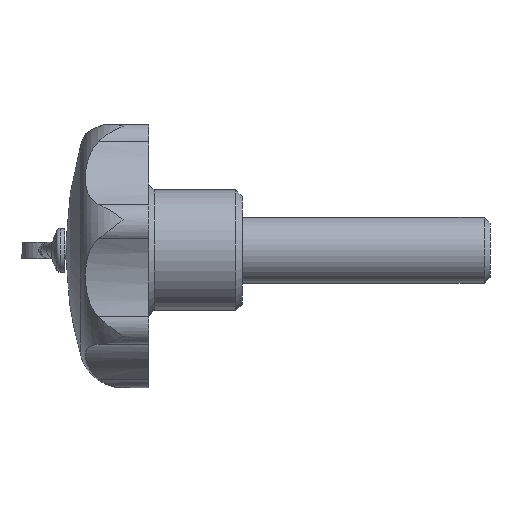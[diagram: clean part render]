
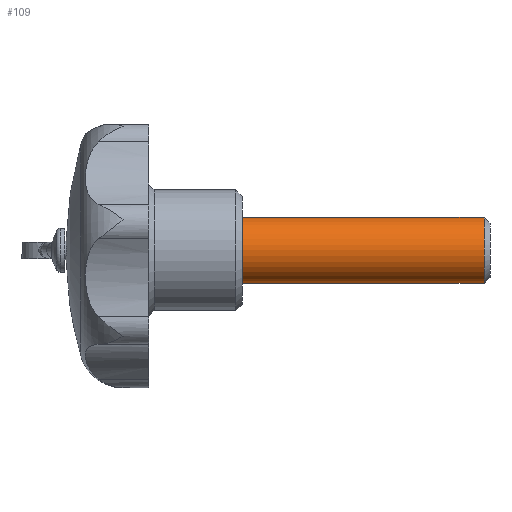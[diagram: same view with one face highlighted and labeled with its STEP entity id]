
A CAD part, left-side view. The second image highlights one B-rep face of the part: STEP entity #109.
In plain terms, the highlighted cylindrical face has radius 6 mm (diameter 12 mm), a full revolution.
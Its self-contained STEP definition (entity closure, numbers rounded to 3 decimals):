
#109 = ADVANCED_FACE( '', ( #260, #261 ), #262, .T. );
#260 = FACE_OUTER_BOUND( '', #458, .T. );
#261 = FACE_OUTER_BOUND( '', #459, .T. );
#262 = CYLINDRICAL_SURFACE( '', #460, 6. );
#458 = EDGE_LOOP( '', ( #750 ) );
#459 = EDGE_LOOP( '', ( #751 ) );
#460 = AXIS2_PLACEMENT_3D( '', #752, #753, #754 );
#750 = ORIENTED_EDGE( '', *, *, #1115, .F. );
#751 = ORIENTED_EDGE( '', *, *, #1189, .T. );
#752 = CARTESIAN_POINT( '', ( 0., -45., 0. ) );
#753 = DIRECTION( '', ( 0., 1., 0. ) );
#754 = DIRECTION( '', ( 0., 0., -1. ) );
#1115 = EDGE_CURVE( '', #1320, #1320, #1321, .T. );
#1189 = EDGE_CURVE( '', #1451, #1451, #1452, .T. );
#1320 = VERTEX_POINT( '', #1639 );
#1321 = CIRCLE( '', #1640, 6. );
#1451 = VERTEX_POINT( '', #2168 );
#1452 = CIRCLE( '', #2169, 6. );
#1639 = CARTESIAN_POINT( '', ( 0., -43.927, -6. ) );
#1640 = AXIS2_PLACEMENT_3D( '', #2405, #2406, #2407 );
#2168 = CARTESIAN_POINT( '', ( 0., 0., -6. ) );
#2169 = AXIS2_PLACEMENT_3D( '', #2511, #2512, #2513 );
#2405 = CARTESIAN_POINT( '', ( 0., -43.927, 0. ) );
#2406 = DIRECTION( '', ( 0., -1., 0. ) );
#2407 = DIRECTION( '', ( 0., 0., -1. ) );
#2511 = CARTESIAN_POINT( '', ( 0., 0., 0. ) );
#2512 = DIRECTION( '', ( 0., -1., 0. ) );
#2513 = DIRECTION( '', ( 0., 0., -1. ) );
